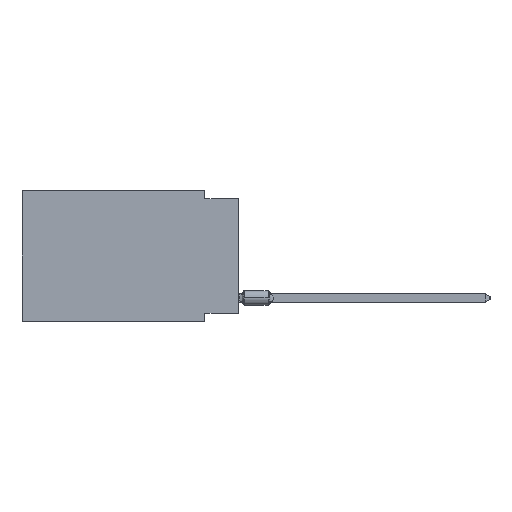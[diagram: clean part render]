
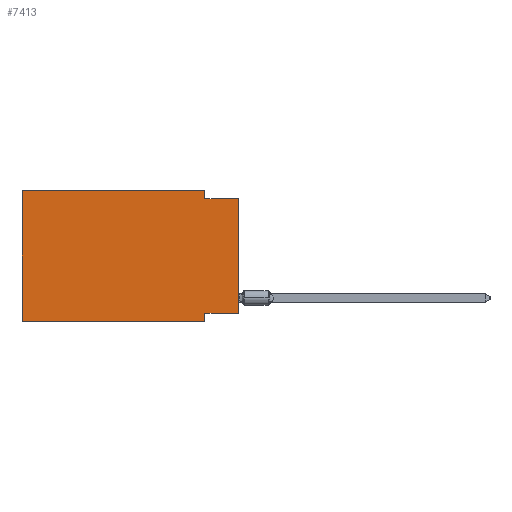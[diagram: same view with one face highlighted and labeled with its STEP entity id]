
A CAD part, left-side view. The second image highlights one B-rep face of the part: STEP entity #7413.
In plain terms, the highlighted planar face has unit normal (-1, 0, 0).
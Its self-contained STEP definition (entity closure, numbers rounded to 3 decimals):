
#1293 = VERTEX_POINT ( 'NONE', #4635 ) ;
#1325 = LINE ( 'NONE', #40391, #24910 ) ;
#1363 = DIRECTION ( 'NONE',  ( 0., -1., 0. ) ) ;
#1430 = CARTESIAN_POINT ( 'NONE',  ( 0., 0., -9.271 ) ) ;
#1803 = VERTEX_POINT ( 'NONE', #35172 ) ;
#2393 = VERTEX_POINT ( 'NONE', #6044 ) ;
#3966 = VECTOR ( 'NONE', #24536, 1000. ) ;
#4635 = CARTESIAN_POINT ( 'NONE',  ( 0., 2.54, 0. ) ) ;
#5006 = VECTOR ( 'NONE', #21369, 1000. ) ;
#5728 = EDGE_CURVE ( 'NONE', #1803, #39727, #37401, .T. ) ;
#6044 = CARTESIAN_POINT ( 'NONE',  ( 0., 16.383, 0. ) ) ;
#6747 = ORIENTED_EDGE ( 'NONE', *, *, #20352, .F. ) ;
#7413 = ADVANCED_FACE ( 'NONE', ( #42314 ), #33794, .F. ) ;
#8836 = VERTEX_POINT ( 'NONE', #18600 ) ;
#8870 = EDGE_LOOP ( 'NONE', ( #46038, #39513, #6747, #29925, #13740, #9592, #10723, #44923 ) ) ;
#9592 = ORIENTED_EDGE ( 'NONE', *, *, #16953, .T. ) ;
#10723 = ORIENTED_EDGE ( 'NONE', *, *, #41809, .F. ) ;
#11849 = CARTESIAN_POINT ( 'NONE',  ( 0., 2.54, 0. ) ) ;
#12555 = AXIS2_PLACEMENT_3D ( 'NONE', #41794, #14106, #49511 ) ;
#13740 = ORIENTED_EDGE ( 'NONE', *, *, #39570, .F. ) ;
#13763 = DIRECTION ( 'NONE',  ( 0., -1., 0. ) ) ;
#13873 = EDGE_CURVE ( 'NONE', #40163, #8836, #29086, .T. ) ;
#14106 = DIRECTION ( 'NONE',  ( 1., 0., 0. ) ) ;
#15257 = LINE ( 'NONE', #11849, #3966 ) ;
#16953 = EDGE_CURVE ( 'NONE', #45631, #33209, #48165, .T. ) ;
#18600 = CARTESIAN_POINT ( 'NONE',  ( 0., 0., -0.635 ) ) ;
#20352 = EDGE_CURVE ( 'NONE', #1293, #40163, #15257, .T. ) ;
#21369 = DIRECTION ( 'NONE',  ( 0., 1., 0. ) ) ;
#21642 = VECTOR ( 'NONE', #42994, 1000. ) ;
#22327 = LINE ( 'NONE', #42495, #21642 ) ;
#23728 = EDGE_CURVE ( 'NONE', #1803, #8836, #22327, .T. ) ;
#24536 = DIRECTION ( 'NONE',  ( 0., 0., -1. ) ) ;
#24910 = VECTOR ( 'NONE', #48388, 1000. ) ;
#26404 = DIRECTION ( 'NONE',  ( 0., 0., 1. ) ) ;
#29086 = LINE ( 'NONE', #41205, #40372 ) ;
#29925 = ORIENTED_EDGE ( 'NONE', *, *, #35103, .F. ) ;
#30796 = CARTESIAN_POINT ( 'NONE',  ( 0., 16.383, 0. ) ) ;
#32136 = CARTESIAN_POINT ( 'NONE',  ( 0., 16.383, -9.906 ) ) ;
#32931 = DIRECTION ( 'NONE',  ( 0., 0., -1. ) ) ;
#33053 = VECTOR ( 'NONE', #32931, 1000. ) ;
#33209 = VERTEX_POINT ( 'NONE', #36126 ) ;
#33794 = PLANE ( 'NONE',  #12555 ) ;
#35103 = EDGE_CURVE ( 'NONE', #2393, #1293, #1325, .T. ) ;
#35172 = CARTESIAN_POINT ( 'NONE',  ( 0., 0., -9.271 ) ) ;
#36126 = CARTESIAN_POINT ( 'NONE',  ( 0., 2.54, -9.906 ) ) ;
#37059 = LINE ( 'NONE', #48664, #33053 ) ;
#37401 = LINE ( 'NONE', #1430, #5006 ) ;
#39513 = ORIENTED_EDGE ( 'NONE', *, *, #13873, .F. ) ;
#39570 = EDGE_CURVE ( 'NONE', #45631, #2393, #43169, .T. ) ;
#39727 = VERTEX_POINT ( 'NONE', #39774 ) ;
#39774 = CARTESIAN_POINT ( 'NONE',  ( 0., 2.54, -9.271 ) ) ;
#40163 = VERTEX_POINT ( 'NONE', #43604 ) ;
#40372 = VECTOR ( 'NONE', #1363, 1000. ) ;
#40391 = CARTESIAN_POINT ( 'NONE',  ( 0., 16.383, 0. ) ) ;
#41205 = CARTESIAN_POINT ( 'NONE',  ( 0., 0., -0.635 ) ) ;
#41794 = CARTESIAN_POINT ( 'NONE',  ( 0., 16.383, 0. ) ) ;
#41809 = EDGE_CURVE ( 'NONE', #39727, #33209, #37059, .T. ) ;
#42314 = FACE_OUTER_BOUND ( 'NONE', #8870, .T. ) ;
#42495 = CARTESIAN_POINT ( 'NONE',  ( 0., 0., 0. ) ) ;
#42579 = VECTOR ( 'NONE', #13763, 1000. ) ;
#42994 = DIRECTION ( 'NONE',  ( 0., 0., 1. ) ) ;
#43169 = LINE ( 'NONE', #30796, #47491 ) ;
#43604 = CARTESIAN_POINT ( 'NONE',  ( 0., 2.54, -0.635 ) ) ;
#44923 = ORIENTED_EDGE ( 'NONE', *, *, #5728, .F. ) ;
#45631 = VERTEX_POINT ( 'NONE', #32136 ) ;
#46038 = ORIENTED_EDGE ( 'NONE', *, *, #23728, .T. ) ;
#47491 = VECTOR ( 'NONE', #26404, 1000. ) ;
#48165 = LINE ( 'NONE', #49183, #42579 ) ;
#48388 = DIRECTION ( 'NONE',  ( 0., -1., 0. ) ) ;
#48664 = CARTESIAN_POINT ( 'NONE',  ( 0., 2.54, -9.906 ) ) ;
#49183 = CARTESIAN_POINT ( 'NONE',  ( 0., 16.383, -9.906 ) ) ;
#49511 = DIRECTION ( 'NONE',  ( 0., 0., -1. ) ) ;
